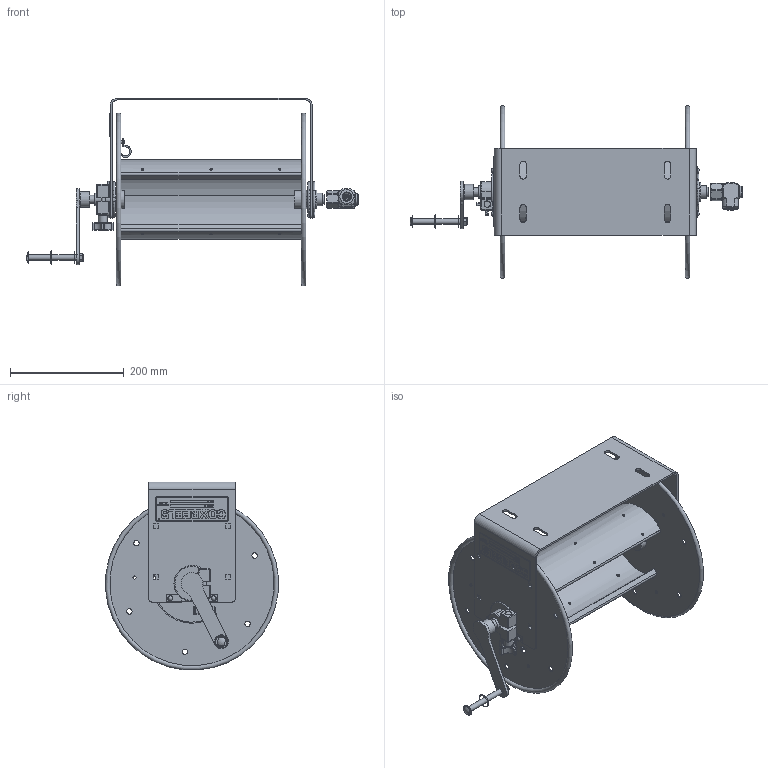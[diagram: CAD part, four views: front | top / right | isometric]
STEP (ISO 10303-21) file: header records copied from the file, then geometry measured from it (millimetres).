
FILE_DESCRIPTION(/* description */ (''),/* implementation_level */ '2;1');
FILE_NAME(/* name */ '112-3-150_SHARED.stp',/* time_stamp */ '2020-04-02T10:54:28-07:00',/* author */ ('NMelton'),/* organization */ (''),/* preprocessor_version */ 'ST-DEVELOPER v17',/* originating_system */ 'Autodesk Inventor 2019',/* authorisation */ '');
FILE_SCHEMA (('AUTOMOTIVE_DESIGN { 1 0 10303 214 3 1 1 }'));
Products named in the file (1): 112-3-150_SHARED
Bounding box: 583.81 x 304.04 x 330.45 mm (x, y, z)
Surface area: 842352.8 mm2 (no closed solid volume)
Topology: 0 solids, 59 shells, 1363 faces, 5996 edges, 4443 vertices
Faces by surface type: plane 703, bspline 349, cylinder 193, torus 54, cone 37, sphere 27
Full cylindrical faces by diameter (mm): 1.321 x2, 2.54 x1, 3.048 x1, 4.826 x1, 5.563 x6, 6.35 x1, 6.477 x1, 6.604 x1, 7.798 x1, 8.839 x4, 8.89 x2, 9.271 x1, 9.525 x12, 12.192 x1, 12.7 x7, 14.224 x1, 14.3 x1, 15.875 x2, 17.145 x1, 19.304 x1, 20.574 x1, 20.625 x1, 21.59 x1, 22.098 x1, 22.53 x1, 27.051 x1, 28.448 x1, 31.75 x2, 33.02 x2
Entity records: 67486 total; most frequent: CARTESIAN_POINT 22371, ORIENTED_EDGE 8821, DIRECTION 6969, EDGE_CURVE 5973, VERTEX_POINT 4443, LINE 3641, VECTOR 3641, AXIS2_PLACEMENT_3D 1664
